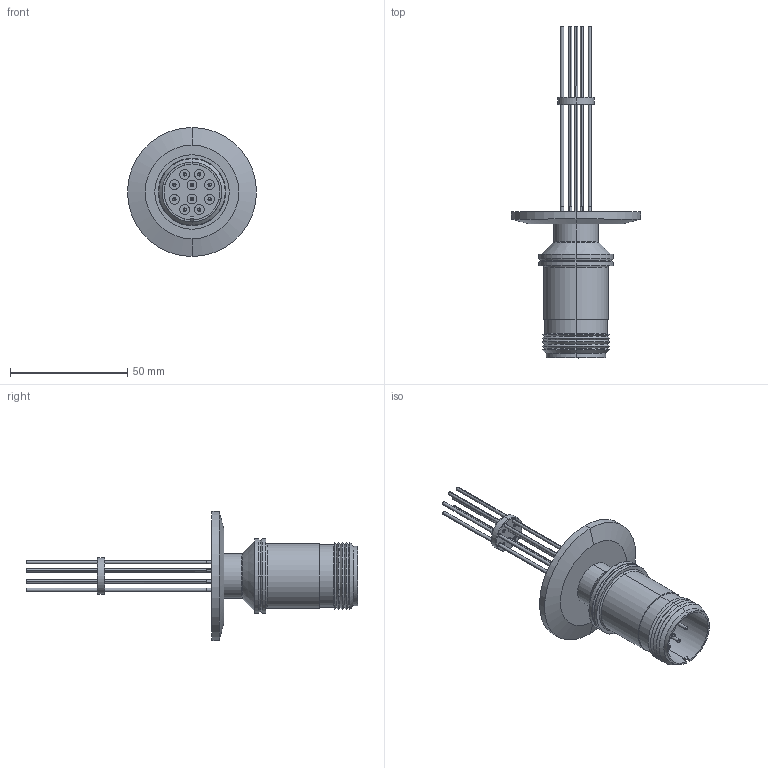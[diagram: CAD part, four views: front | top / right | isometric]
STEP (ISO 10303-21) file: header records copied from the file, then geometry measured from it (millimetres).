
FILE_DESCRIPTION (( 'STEP AP214' ), '1' );
FILE_NAME ('120XSS040-10.step', '2017-07-10T09:31:50', ( 'install' ), ( '' ), 'SwSTEP 2.0', 'SolidWorks 2015', '' );
FILE_SCHEMA (( 'AUTOMOTIVE_DESIGN' ));
Length unit declared in the file: inch
Products named in the file (1): 120XSS040-10
Bounding box: 54.99 x 141.48 x 54.99 mm (x, y, z)
Volume: 21007.1 mm3; surface area: 27169.2 mm2
Topology: 2 solids, 2 shells, 464 faces, 1198 edges, 788 vertices
Faces by surface type: cylinder 192, torus 158, plane 82, cone 26, bspline 6
Entity records: 24410 total; most frequent: CARTESIAN_POINT 6792, DIRECTION 2527, ORIENTED_EDGE 2396, EDGE_CURVE 1198, AXIS2_PLACEMENT_3D 1135, VERTEX_POINT 788, CIRCLE 676, EDGE_LOOP 558
